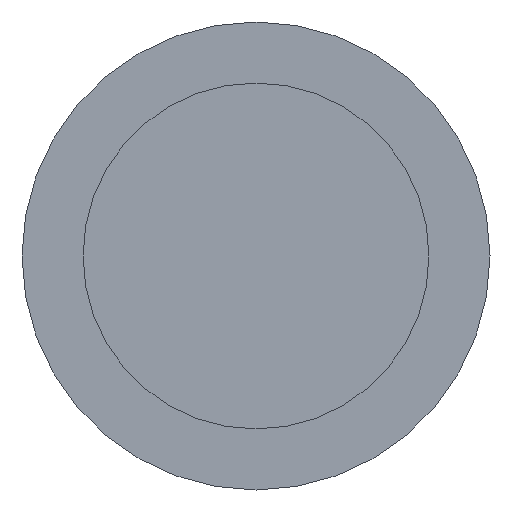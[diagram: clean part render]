
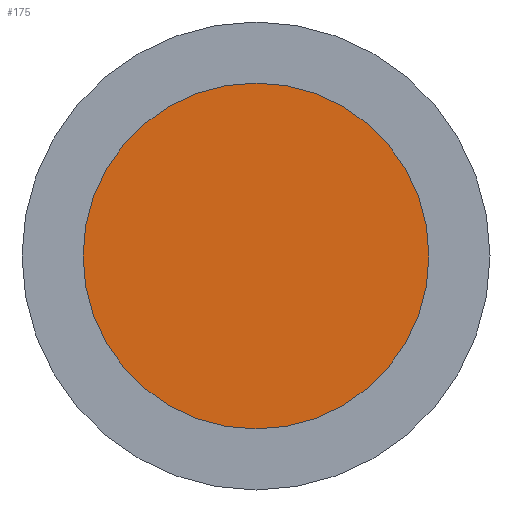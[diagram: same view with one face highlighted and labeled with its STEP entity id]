
A CAD part, left-side view. The second image highlights one B-rep face of the part: STEP entity #175.
In plain terms, the highlighted planar face has unit normal (-1, 0, 0).
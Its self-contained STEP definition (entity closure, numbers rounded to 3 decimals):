
#175 = ADVANCED_FACE('',(#176),#189,.F.);
#176 = FACE_BOUND('',#177,.T.);
#177 = EDGE_LOOP('',(#178));
#178 = ORIENTED_EDGE('',*,*,#179,.F.);
#179 = EDGE_CURVE('',#180,#180,#182,.T.);
#180 = VERTEX_POINT('',#181);
#181 = CARTESIAN_POINT('',(30.,-3.5,53.35));
#182 = SURFACE_CURVE('',#183,(#188,#200),.PCURVE_S1.);
#183 = CIRCLE('',#184,25.5);
#184 = AXIS2_PLACEMENT_3D('',#185,#186,#187);
#185 = CARTESIAN_POINT('',(30.,-3.5,78.85));
#186 = DIRECTION('',(1.,-0.,0.));
#187 = DIRECTION('',(0.,0.,-1.));
#188 = PCURVE('',#189,#194);
#189 = PLANE('',#190);
#190 = AXIS2_PLACEMENT_3D('',#191,#192,#193);
#191 = CARTESIAN_POINT('',(30.,-3.5,78.85));
#192 = DIRECTION('',(1.,0.,0.));
#193 = DIRECTION('',(0.,0.,-1.));
#194 = DEFINITIONAL_REPRESENTATION('',(#195),#199);
#195 = CIRCLE('',#196,25.5);
#196 = AXIS2_PLACEMENT_2D('',#197,#198);
#197 = CARTESIAN_POINT('',(0.,0.));
#198 = DIRECTION('',(1.,0.));
#199 = ( GEOMETRIC_REPRESENTATION_CONTEXT(2) 
PARAMETRIC_REPRESENTATION_CONTEXT() REPRESENTATION_CONTEXT('2D SPACE',''
  ) );
#200 = PCURVE('',#201,#206);
#201 = PLANE('',#202);
#202 = AXIS2_PLACEMENT_3D('',#203,#204,#205);
#203 = CARTESIAN_POINT('',(30.,-3.5,78.85));
#204 = DIRECTION('',(1.,0.,0.));
#205 = DIRECTION('',(0.,0.,-1.));
#206 = DEFINITIONAL_REPRESENTATION('',(#207),#211);
#207 = CIRCLE('',#208,25.5);
#208 = AXIS2_PLACEMENT_2D('',#209,#210);
#209 = CARTESIAN_POINT('',(0.,0.));
#210 = DIRECTION('',(1.,0.));
#211 = ( GEOMETRIC_REPRESENTATION_CONTEXT(2) 
PARAMETRIC_REPRESENTATION_CONTEXT() REPRESENTATION_CONTEXT('2D SPACE',''
  ) );
